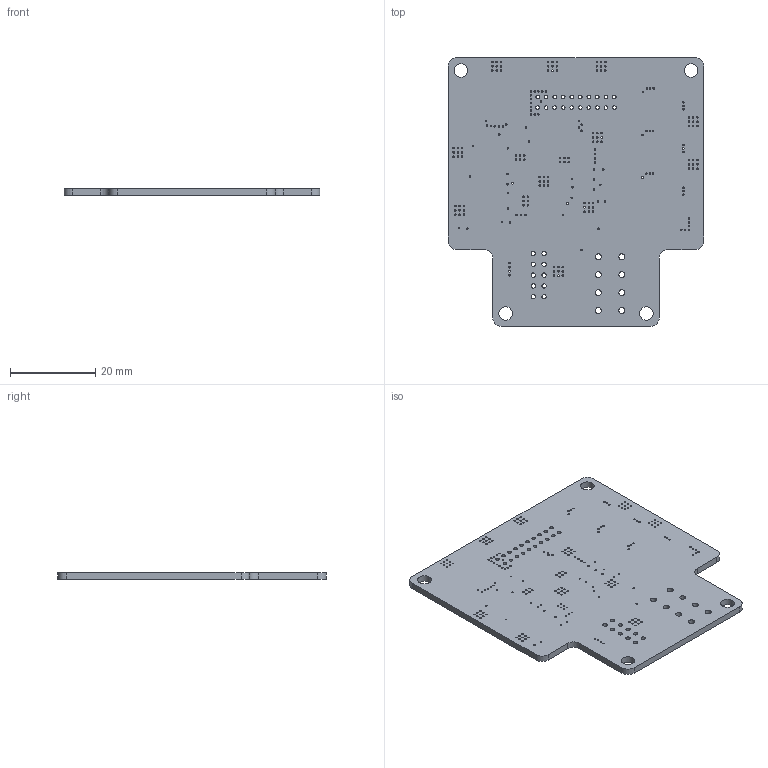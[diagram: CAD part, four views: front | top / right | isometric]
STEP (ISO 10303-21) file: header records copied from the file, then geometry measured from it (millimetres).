
FILE_DESCRIPTION(/* description */ (''),/* implementation_level */ '2;1');
FILE_NAME(/* name */ 'Board_ipt_327df9fa.STEP',/* time_stamp */ '2021-11-25T10:11:49-03:00',/* author */ ('jg_ma'),/* organization */ (''),/* preprocessor_version */ 'ST-DEVELOPER v18.1',/* originating_system */ 'Autodesk Inventor 2020',/* authorisation */ '');
FILE_SCHEMA (('AUTOMOTIVE_DESIGN { 1 0 10303 214 3 1 1 }'));
Length unit declared in the file: millimetre
Products named in the file (1): Board
Bounding box: 60 x 63 x 1.57 mm (x, y, z)
Volume: 5203.8 mm3; surface area: 7617.6 mm2
Topology: 1 solids, 1 shells, 269 faces, 801 edges, 534 vertices
Faces by surface type: cylinder 259, plane 10
Full cylindrical faces by diameter (mm): 0.35 x209, 0.85 x20, 1.016 x10, 1.4 x8, 3.2 x4
Entity records: 10685 total; most frequent: DIRECTION 1859, CARTESIAN_POINT 1605, ORIENTED_EDGE 1602, EDGE_CURVE 801, AXIS2_PLACEMENT_3D 788, EDGE_LOOP 771, VERTEX_POINT 534, CIRCLE 518
